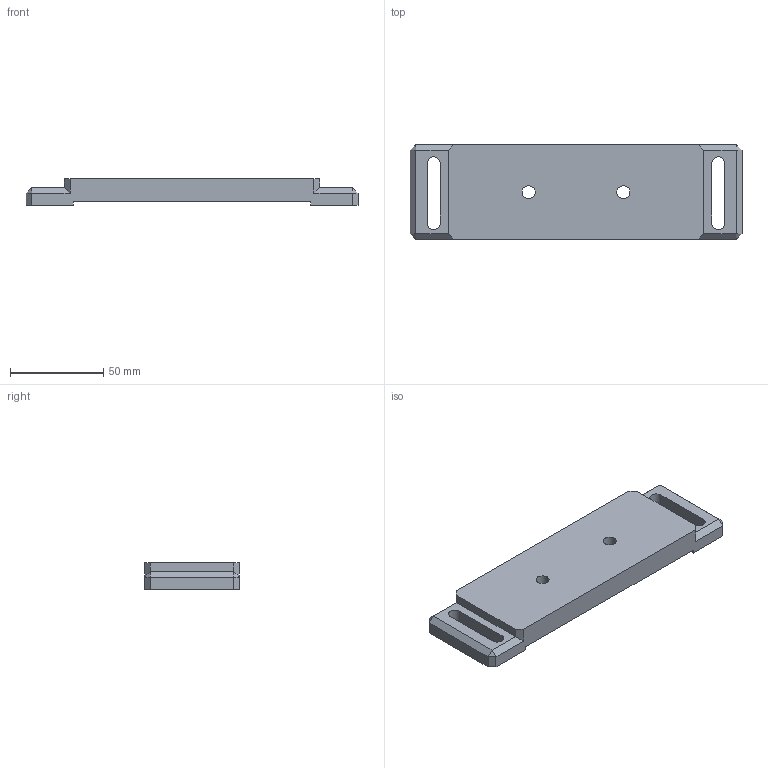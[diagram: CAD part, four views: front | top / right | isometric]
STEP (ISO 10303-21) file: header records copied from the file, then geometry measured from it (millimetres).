
FILE_DESCRIPTION (( 'STEP AP203' ), '1' );
FILE_NAME ('JGW-E1504468-v0.STEP', '2015-11-09T00:00:36', ( 'you' ), ( 'Hewlett-Packard' ), 'SwSTEP 2.0', 'SolidWorks 2013', '' );
FILE_SCHEMA (( 'CONFIG_CONTROL_DESIGN' ));
Length unit declared in the file: millimetre
Products named in the file (1): JGW-E1504468-v0
Bounding box: 177.8 x 50.6 x 14.4 mm (x, y, z)
Volume: 98217.1 mm3; surface area: 24690.7 mm2
Topology: 1 solids, 1 shells, 50 faces, 122 edges, 76 vertices
Faces by surface type: plane 38, cylinder 12
Entity records: 1535 total; most frequent: CARTESIAN_POINT 249, DIRECTION 248, ORIENTED_EDGE 244, EDGE_CURVE 122, VECTOR 98, LINE 98, VERTEX_POINT 76, AXIS2_PLACEMENT_3D 75
